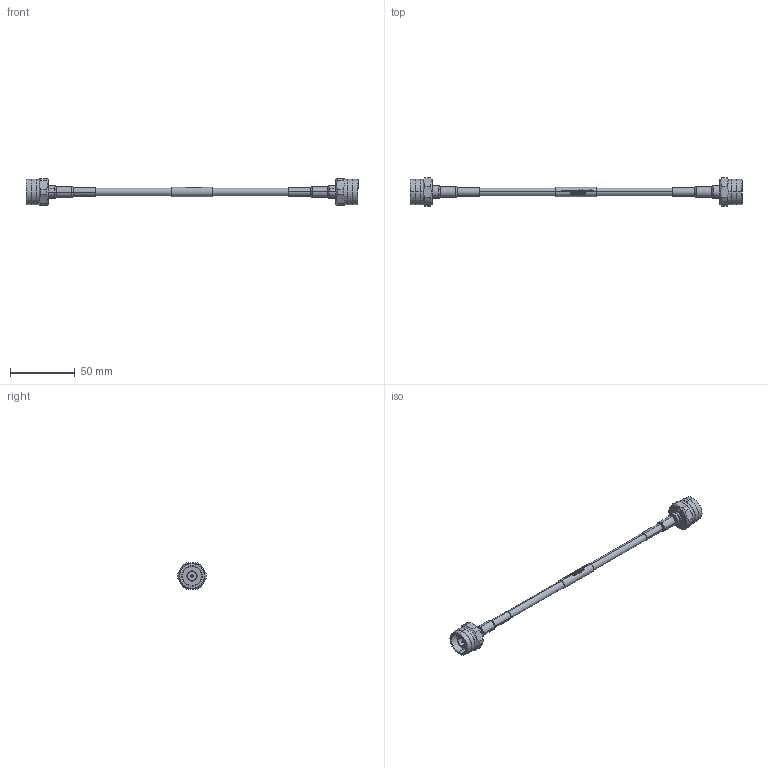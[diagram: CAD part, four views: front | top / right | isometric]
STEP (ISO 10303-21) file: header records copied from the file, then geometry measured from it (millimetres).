
FILE_DESCRIPTION (( 'STEP AP214' ), '1' );
FILE_NAME ('FMCA100154_3D.step', '2024-08-20T16:56:50', ( '' ), ( '' ), 'SwSTEP 2.0', 'SolidWorks 2022', '' );
FILE_SCHEMA (( 'AUTOMOTIVE_DESIGN' ));
Length unit declared in the file: inch
Products named in the file (7): FM Cable Assy Label^FMCA100154_D_240; Copy of TC-240-NMH-X_c-contact^TC-240-NMH-X_FMCA100154; Copy of TC-240-NMH-X_ferrule^TC-240-NMH-X_FMCA100154; TC-240-NMH-X^FMCA100154; Copy of TC-240-NMH-X_body^TC-240-NMH-X_FMCA100154; FMCA100154_3D; TCOM-195-240-400-600 for cable assy^FMCA100154_TCOM-240
Assembly tree (7 placements, depth 3):
  FMCA100154_3D
    TCOM-195-240-400-600 for cable assy^FMCA100154_TCOM-240
    FM Cable Assy Label^FMCA100154_D_240
    TC-240-NMH-X^FMCA100154  x2
      Copy of TC-240-NMH-X_body^TC-240-NMH-X_FMCA100154
      Copy of TC-240-NMH-X_c-contact^TC-240-NMH-X_FMCA100154
      Copy of TC-240-NMH-X_ferrule^TC-240-NMH-X_FMCA100154
Bounding box: 256.37 x 21.98 x 20.54 mm (x, y, z)
Volume: 15255.1 mm3; surface area: 17559.7 mm2
Topology: 8 solids, 12 shells, 1296 faces, 3326 edges, 2146 vertices
Faces by surface type: plane 774, cylinder 186, bspline 164, cone 132, torus 40
Entity records: 40756 total; most frequent: CARTESIAN_POINT 15089, ORIENTED_EDGE 5876, DIRECTION 4414, EDGE_CURVE 2938, VERTEX_POINT 1927, LINE 1738, VECTOR 1738, AXIS2_PLACEMENT_3D 1338
